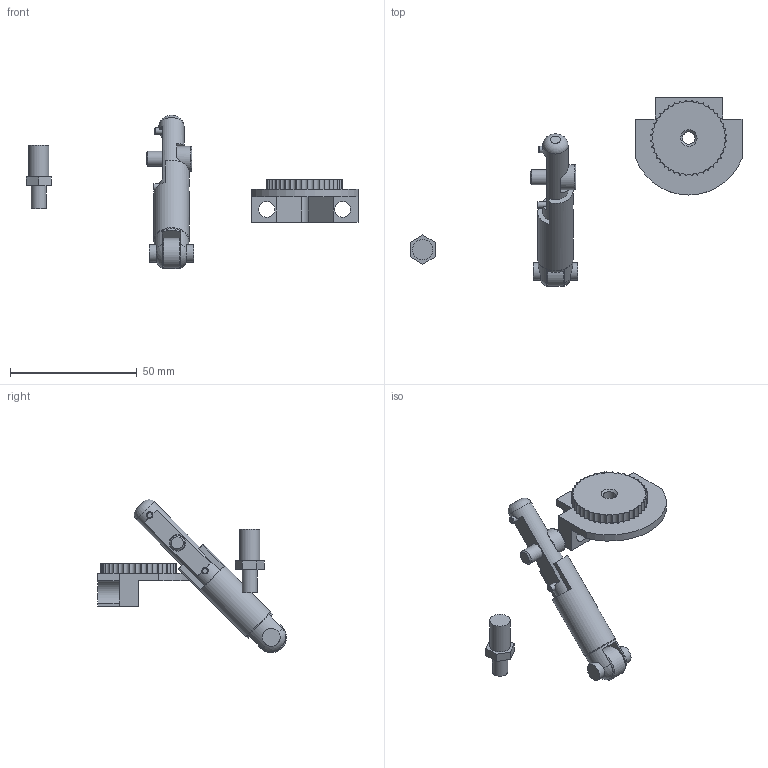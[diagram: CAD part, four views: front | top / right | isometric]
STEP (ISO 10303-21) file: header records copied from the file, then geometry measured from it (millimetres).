
FILE_DESCRIPTION(/* description */ ('Unknown'),/* implementation_level */ '2;1');
FILE_NAME(/* name */ 'AR16',/* time_stamp */ '2018-07-26T10:57:31-04:00',/* author */ ('Unknown'),/* organization */ ('Unknown'),/* preprocessor_version */ 'ST-DEVELOPER v16.7',/* originating_system */ 'DEX',/* authorisation */ $);
FILE_SCHEMA (('AUTOMOTIVE_DESIGN {1 0 10303 214 3 1 1}'));
Length unit declared in the file: millimetre
Products named in the file (7): Asm22; AR16_PART_1; AR16_PART_2; AR16-PART_2; AR16_PART_3
Assembly tree (6 placements, depth 3):
  Asm22
    AR16_PART_1
      AR16_PART_1
    AR16_PART_2
      AR16-PART_2
    AR16_PART_3
      AR16_PART_3
Bounding box: 131.09 x 74.54 x 60.45 mm (x, y, z)
Volume: 20278 mm3; surface area: 10231.8 mm2
Topology: 3 solids, 5 shells, 190 faces, 504 edges, 331 vertices
Faces by surface type: cylinder 113, plane 59, torus 10, cone 8
Full cylindrical faces by diameter (mm): 2.4 x1, 2.5 x3, 4.917 x1, 6 x2, 6.3 x2, 6.5 x1, 7 x4, 8 x1, 10 x2, 12 x1, 13.6 x1, 14 x1
Entity records: 6411 total; most frequent: CARTESIAN_POINT 1101, DIRECTION 1052, ORIENTED_EDGE 898, EDGE_CURVE 449, AXIS2_PLACEMENT_3D 431, VERTEX_POINT 315, FACE_BOUND 246, EDGE_LOOP 244
